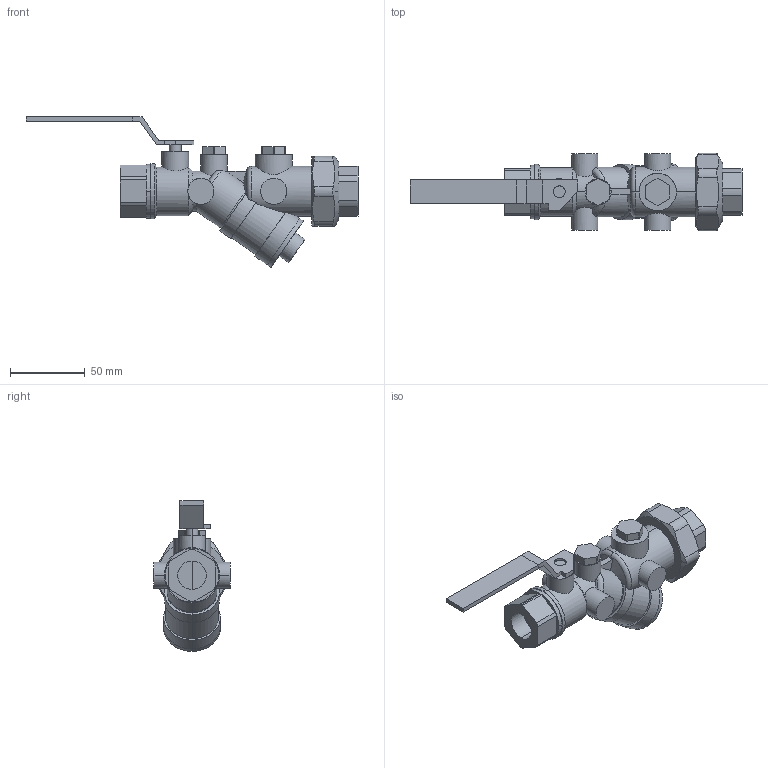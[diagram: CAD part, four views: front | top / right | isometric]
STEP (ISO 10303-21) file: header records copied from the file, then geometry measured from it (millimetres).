
FILE_DESCRIPTION(/* description */ (''),/* implementation_level */ '2;1');
FILE_NAME(/* name */ '121151.stp',/* time_stamp */ '2016-07-27T08:57:50+02:00',/* author */ ('UFFTEC'),/* organization */ (''),/* preprocessor_version */ 'ST-DEVELOPER v15.2',/* originating_system */ 'Autodesk Inventor 2014',/* authorisation */ '');
FILE_SCHEMA (('AUTOMOTIVE_DESIGN { 1 0 10303 214 3 1 1 }'));
Length unit declared in the file: millimetre
Products named in the file (6): Parte290; Parte292; Parte294; Parte296; Parte298; Assieme10
Bounding box: 222.5 x 52.11 x 101 mm (x, y, z)
Volume: 211044.6 mm3; surface area: 41045.8 mm2
Topology: 6 solids, 6 shells, 209 faces, 527 edges, 336 vertices
Faces by surface type: plane 103, cylinder 88, cone 12, torus 6
Entity records: 7088 total; most frequent: CARTESIAN_POINT 2073, ORIENTED_EDGE 1054, DIRECTION 1002, EDGE_CURVE 527, AXIS2_PLACEMENT_3D 370, VERTEX_POINT 336, LINE 262, VECTOR 262
